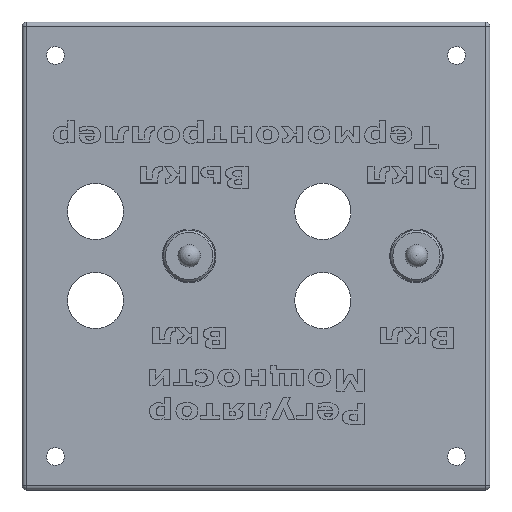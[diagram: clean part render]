
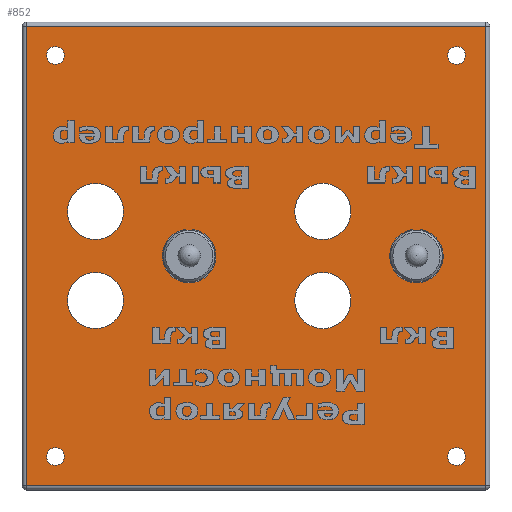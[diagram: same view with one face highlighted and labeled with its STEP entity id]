
A CAD part, top view. The second image highlights one B-rep face of the part: STEP entity #852.
In plain terms, the highlighted planar face has unit normal (0, 0, 1).
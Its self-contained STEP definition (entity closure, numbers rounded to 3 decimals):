
#852=ADVANCED_FACE('',(#1802,#1804,#1806,#1808,#1810,#1812,#1814,#1816,#1818,#1820,
#1822),#1824,.T.);
#1802=FACE_BOUND('',#1803,.T.);
#1803=EDGE_LOOP('',(#8094,#8095,#8096,#8097));
#1804=FACE_BOUND('',#1805,.T.);
#1805=EDGE_LOOP('',(#8098,#8099,#8100,#8101,#8102,#8103));
#1806=FACE_BOUND('',#1807,.T.);
#1807=EDGE_LOOP('',(#8104,#8105,#8106,#8107,#8108,#8109));
#1808=FACE_BOUND('',#1809,.T.);
#1809=EDGE_LOOP('',(#8110));
#1810=FACE_BOUND('',#1811,.T.);
#1811=EDGE_LOOP('',(#8111));
#1812=FACE_BOUND('',#1813,.T.);
#1813=EDGE_LOOP('',(#8112));
#1814=FACE_BOUND('',#1815,.T.);
#1815=EDGE_LOOP('',(#8113));
#1816=FACE_BOUND('',#1817,.T.);
#1817=EDGE_LOOP('',(#8114));
#1818=FACE_BOUND('',#1819,.T.);
#1819=EDGE_LOOP('',(#8115));
#1820=FACE_BOUND('',#1821,.T.);
#1821=EDGE_LOOP('',(#8116));
#1822=FACE_BOUND('',#1823,.T.);
#1823=EDGE_LOOP('',(#8117));
#1824=PLANE('',#1825);
#1825=AXIS2_PLACEMENT_3D('',#1826,#1827,#1828);
#1826=CARTESIAN_POINT('',(0.,0.,3.));
#1827=DIRECTION('',(0.,0.,1.));
#1828=DIRECTION('',(-1.,0.,0.));
#8094=ORIENTED_EDGE('',*,*,#14720,.T.);
#8095=ORIENTED_EDGE('',*,*,#14721,.T.);
#8096=ORIENTED_EDGE('',*,*,#14722,.T.);
#8097=ORIENTED_EDGE('',*,*,#14723,.T.);
#8098=ORIENTED_EDGE('',*,*,#14724,.F.);
#8099=ORIENTED_EDGE('',*,*,#14725,.T.);
#8100=ORIENTED_EDGE('',*,*,#14726,.F.);
#8101=ORIENTED_EDGE('',*,*,#14727,.T.);
#8102=ORIENTED_EDGE('',*,*,#14728,.T.);
#8103=ORIENTED_EDGE('',*,*,#14729,.T.);
#8104=ORIENTED_EDGE('',*,*,#14730,.F.);
#8105=ORIENTED_EDGE('',*,*,#14731,.T.);
#8106=ORIENTED_EDGE('',*,*,#14732,.F.);
#8107=ORIENTED_EDGE('',*,*,#14733,.T.);
#8108=ORIENTED_EDGE('',*,*,#14734,.T.);
#8109=ORIENTED_EDGE('',*,*,#14735,.T.);
#8110=ORIENTED_EDGE('',*,*,#14736,.T.);
#8111=ORIENTED_EDGE('',*,*,#14737,.T.);
#8112=ORIENTED_EDGE('',*,*,#14738,.T.);
#8113=ORIENTED_EDGE('',*,*,#14739,.T.);
#8114=ORIENTED_EDGE('',*,*,#14740,.T.);
#8115=ORIENTED_EDGE('',*,*,#14741,.T.);
#8116=ORIENTED_EDGE('',*,*,#14742,.T.);
#8117=ORIENTED_EDGE('',*,*,#14743,.T.);
#14720=EDGE_CURVE('',#17268,#17269,#17270,.T.);
#14721=EDGE_CURVE('',#17269,#17271,#17272,.T.);
#14722=EDGE_CURVE('',#17271,#17273,#17274,.T.);
#14723=EDGE_CURVE('',#17273,#17268,#17275,.T.);
#14724=EDGE_CURVE('',#17276,#17277,#17278,.F.);
#14725=EDGE_CURVE('',#17276,#17279,#17280,.T.);
#14726=EDGE_CURVE('',#17281,#17279,#17282,.F.);
#14727=EDGE_CURVE('',#17281,#17283,#17284,.T.);
#14728=EDGE_CURVE('',#17283,#17285,#17286,.F.);
#14729=EDGE_CURVE('',#17285,#17277,#17287,.T.);
#14730=EDGE_CURVE('',#17288,#17289,#17290,.F.);
#14731=EDGE_CURVE('',#17288,#17291,#17292,.T.);
#14732=EDGE_CURVE('',#17293,#17291,#17294,.F.);
#14733=EDGE_CURVE('',#17293,#17295,#17296,.T.);
#14734=EDGE_CURVE('',#17295,#17297,#17298,.F.);
#14735=EDGE_CURVE('',#17297,#17289,#17299,.T.);
#14736=EDGE_CURVE('',#17300,#17300,#17301,.F.);
#14737=EDGE_CURVE('',#17302,#17302,#17303,.F.);
#14738=EDGE_CURVE('',#17304,#17304,#17305,.F.);
#14739=EDGE_CURVE('',#17306,#17306,#17307,.F.);
#14740=EDGE_CURVE('',#17308,#17308,#17309,.F.);
#14741=EDGE_CURVE('',#17310,#17310,#17311,.F.);
#14742=EDGE_CURVE('',#17312,#17312,#17313,.F.);
#14743=EDGE_CURVE('',#17314,#17314,#17315,.F.);
#17268=VERTEX_POINT('',#21514);
#17269=VERTEX_POINT('',#21515);
#17270=LINE('',#21516,#21517);
#17271=VERTEX_POINT('',#21519);
#17272=LINE('',#21520,#21521);
#17273=VERTEX_POINT('',#21523);
#17274=LINE('',#21524,#21525);
#17275=LINE('',#21527,#21528);
#17276=VERTEX_POINT('',#21530);
#17277=VERTEX_POINT('',#21531);
#17278=CIRCLE('',#21532,0.5);
#17279=VERTEX_POINT('',#21536);
#17280=LINE('',#21537,#21538);
#17281=VERTEX_POINT('',#21540);
#17282=CIRCLE('',#21541,0.5);
#17283=VERTEX_POINT('',#21545);
#17284=LINE('',#21546,#21547);
#17285=VERTEX_POINT('',#21549);
#17286=CIRCLE('',#21550,6.);
#17287=LINE('',#21554,#21555);
#17288=VERTEX_POINT('',#21557);
#17289=VERTEX_POINT('',#21558);
#17290=CIRCLE('',#21559,0.5);
#17291=VERTEX_POINT('',#21563);
#17292=LINE('',#21564,#21565);
#17293=VERTEX_POINT('',#21567);
#17294=CIRCLE('',#21568,0.5);
#17295=VERTEX_POINT('',#21572);
#17296=LINE('',#21573,#21574);
#17297=VERTEX_POINT('',#21576);
#17298=CIRCLE('',#21577,6.);
#17299=LINE('',#21581,#21582);
#17300=VERTEX_POINT('',#21584);
#17301=CIRCLE('',#21585,2.);
#17302=VERTEX_POINT('',#21589);
#17303=CIRCLE('',#21590,2.);
#17304=VERTEX_POINT('',#21594);
#17305=CIRCLE('',#21595,2.);
#17306=VERTEX_POINT('',#21599);
#17307=CIRCLE('',#21600,2.);
#17308=VERTEX_POINT('',#21604);
#17309=CIRCLE('',#21605,6.3);
#17310=VERTEX_POINT('',#21609);
#17311=CIRCLE('',#21610,6.3);
#17312=VERTEX_POINT('',#21614);
#17313=CIRCLE('',#21615,6.3);
#17314=VERTEX_POINT('',#21619);
#17315=CIRCLE('',#21620,6.3);
#21514=CARTESIAN_POINT('',(-51.5,51.5,3.));
#21515=CARTESIAN_POINT('',(-51.5,-51.5,3.));
#21516=CARTESIAN_POINT('',(-51.5,51.5,3.));
#21517=VECTOR('',#21518,1.);
#21518=DIRECTION('',(0.,-1.,0.));
#21519=CARTESIAN_POINT('',(51.5,-51.5,3.));
#21520=CARTESIAN_POINT('',(-51.5,-51.5,3.));
#21521=VECTOR('',#21522,1.);
#21522=DIRECTION('',(1.,0.,0.));
#21523=CARTESIAN_POINT('',(51.5,51.5,3.));
#21524=CARTESIAN_POINT('',(51.5,-51.5,3.));
#21525=VECTOR('',#21526,1.);
#21526=DIRECTION('',(0.,1.,0.));
#21527=CARTESIAN_POINT('',(51.5,51.5,3.));
#21528=VECTOR('',#21529,1.);
#21529=DIRECTION('',(-1.,0.,0.));
#21530=CARTESIAN_POINT('',(35.7,5.,3.));
#21531=CARTESIAN_POINT('',(35.2,5.5,3.));
#21532=AXIS2_PLACEMENT_3D('',#21533,#21534,#21535);
#21533=CARTESIAN_POINT('',(35.7,5.5,3.));
#21534=DIRECTION('',(0.,0.,1.));
#21535=DIRECTION('',(-1.,0.,0.));
#21536=CARTESIAN_POINT('',(36.3,5.,3.));
#21537=CARTESIAN_POINT('',(35.7,5.,3.));
#21538=VECTOR('',#21539,1.);
#21539=DIRECTION('',(1.,0.,0.));
#21540=CARTESIAN_POINT('',(36.8,5.5,3.));
#21541=AXIS2_PLACEMENT_3D('',#21542,#21543,#21544);
#21542=CARTESIAN_POINT('',(36.3,5.5,3.));
#21543=DIRECTION('',(0.,0.,1.));
#21544=DIRECTION('',(0.,-1.,0.));
#21545=CARTESIAN_POINT('',(36.8,5.946,3.));
#21546=CARTESIAN_POINT('',(36.8,5.5,3.));
#21547=VECTOR('',#21548,1.);
#21548=DIRECTION('',(0.,1.,0.));
#21549=CARTESIAN_POINT('',(35.2,5.946,3.));
#21550=AXIS2_PLACEMENT_3D('',#21551,#21552,#21553);
#21551=CARTESIAN_POINT('',(36.,0.,3.));
#21552=DIRECTION('',(0.,0.,1.));
#21553=DIRECTION('',(-0.133,0.991,0.));
#21554=CARTESIAN_POINT('',(35.2,5.946,3.));
#21555=VECTOR('',#21556,1.);
#21556=DIRECTION('',(0.,-1.,0.));
#21557=CARTESIAN_POINT('',(-15.3,5.,3.));
#21558=CARTESIAN_POINT('',(-15.8,5.5,3.));
#21559=AXIS2_PLACEMENT_3D('',#21560,#21561,#21562);
#21560=CARTESIAN_POINT('',(-15.3,5.5,3.));
#21561=DIRECTION('',(0.,0.,1.));
#21562=DIRECTION('',(-1.,0.,0.));
#21563=CARTESIAN_POINT('',(-14.7,5.,3.));
#21564=CARTESIAN_POINT('',(-15.3,5.,3.));
#21565=VECTOR('',#21566,1.);
#21566=DIRECTION('',(1.,0.,0.));
#21567=CARTESIAN_POINT('',(-14.2,5.5,3.));
#21568=AXIS2_PLACEMENT_3D('',#21569,#21570,#21571);
#21569=CARTESIAN_POINT('',(-14.7,5.5,3.));
#21570=DIRECTION('',(0.,0.,1.));
#21571=DIRECTION('',(0.,-1.,0.));
#21572=CARTESIAN_POINT('',(-14.2,5.946,3.));
#21573=CARTESIAN_POINT('',(-14.2,5.5,3.));
#21574=VECTOR('',#21575,1.);
#21575=DIRECTION('',(0.,1.,0.));
#21576=CARTESIAN_POINT('',(-15.8,5.946,3.));
#21577=AXIS2_PLACEMENT_3D('',#21578,#21579,#21580);
#21578=CARTESIAN_POINT('',(-15.,0.,3.));
#21579=DIRECTION('',(0.,0.,1.));
#21580=DIRECTION('',(-0.133,0.991,0.));
#21581=CARTESIAN_POINT('',(-15.8,5.946,3.));
#21582=VECTOR('',#21583,1.);
#21583=DIRECTION('',(0.,-1.,0.));
#21584=CARTESIAN_POINT('',(43.,45.,3.));
#21585=AXIS2_PLACEMENT_3D('',#21586,#21587,#21588);
#21586=CARTESIAN_POINT('',(45.,45.,3.));
#21587=DIRECTION('',(0.,0.,1.));
#21588=DIRECTION('',(-1.,0.,0.));
#21589=CARTESIAN_POINT('',(-47.,45.,3.));
#21590=AXIS2_PLACEMENT_3D('',#21591,#21592,#21593);
#21591=CARTESIAN_POINT('',(-45.,45.,3.));
#21592=DIRECTION('',(0.,0.,1.));
#21593=DIRECTION('',(-1.,0.,0.));
#21594=CARTESIAN_POINT('',(43.,-45.,3.));
#21595=AXIS2_PLACEMENT_3D('',#21596,#21597,#21598);
#21596=CARTESIAN_POINT('',(45.,-45.,3.));
#21597=DIRECTION('',(0.,0.,1.));
#21598=DIRECTION('',(-1.,0.,0.));
#21599=CARTESIAN_POINT('',(-47.,-45.,3.));
#21600=AXIS2_PLACEMENT_3D('',#21601,#21602,#21603);
#21601=CARTESIAN_POINT('',(-45.,-45.,3.));
#21602=DIRECTION('',(0.,0.,1.));
#21603=DIRECTION('',(-1.,0.,0.));
#21604=CARTESIAN_POINT('',(-42.3,10.,3.));
#21605=AXIS2_PLACEMENT_3D('',#21606,#21607,#21608);
#21606=CARTESIAN_POINT('',(-36.,10.,3.));
#21607=DIRECTION('',(0.,0.,1.));
#21608=DIRECTION('',(-1.,0.,0.));
#21609=CARTESIAN_POINT('',(-42.3,-10.,3.));
#21610=AXIS2_PLACEMENT_3D('',#21611,#21612,#21613);
#21611=CARTESIAN_POINT('',(-36.,-10.,3.));
#21612=DIRECTION('',(0.,0.,1.));
#21613=DIRECTION('',(-1.,0.,0.));
#21614=CARTESIAN_POINT('',(8.7,10.,3.));
#21615=AXIS2_PLACEMENT_3D('',#21616,#21617,#21618);
#21616=CARTESIAN_POINT('',(15.,10.,3.));
#21617=DIRECTION('',(0.,0.,1.));
#21618=DIRECTION('',(-1.,0.,0.));
#21619=CARTESIAN_POINT('',(8.7,-10.,3.));
#21620=AXIS2_PLACEMENT_3D('',#21621,#21622,#21623);
#21621=CARTESIAN_POINT('',(15.,-10.,3.));
#21622=DIRECTION('',(0.,0.,1.));
#21623=DIRECTION('',(-1.,0.,0.));
